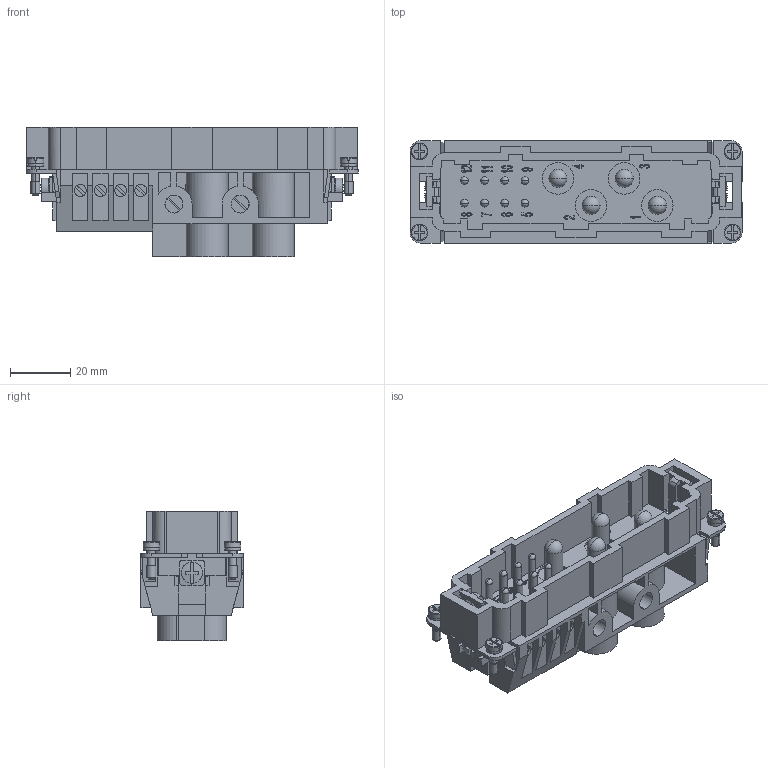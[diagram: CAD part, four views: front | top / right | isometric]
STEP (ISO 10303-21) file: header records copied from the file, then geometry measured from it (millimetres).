
FILE_DESCRIPTION((''),'2;1');
FILE_NAME('CXM 4_8.stp','2006-10-25T14:54:50',('gembarski'),(''),'Autodesk Inventor 7','Autodesk Inventor 7','');
FILE_SCHEMA(('AUTOMOTIVE_DESIGN { 1 0 10303 214 1 1 1 1 }'));
Length unit declared in the file: millimetre
Products named in the file (1): CXM 4_8
Bounding box: 110.3 x 34 x 43 mm (x, y, z)
Volume: 55883.6 mm3; surface area: 43654 mm2
Topology: 5 solids, 22 shells, 1677 faces, 4410 edges, 2886 vertices
Faces by surface type: plane 835, bspline 547, cylinder 255, sphere 28, torus 8, cone 4
Entity records: 55515 total; most frequent: CARTESIAN_POINT 16080, ORIENTED_EDGE 8764, DIRECTION 7024, EDGE_CURVE 4382, VECTOR 2932, LINE 2932, VERTEX_POINT 2874, AXIS2_PLACEMENT_3D 2046
